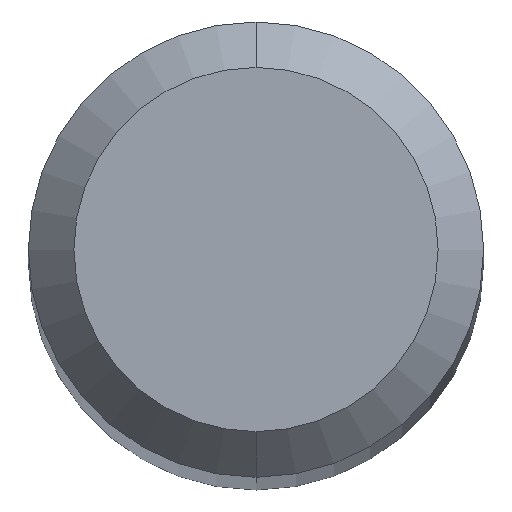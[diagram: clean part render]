
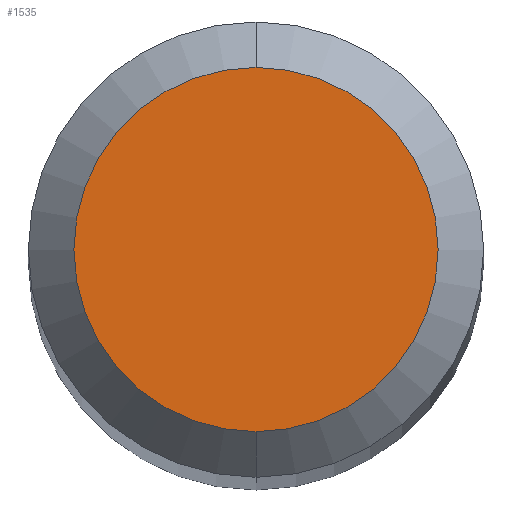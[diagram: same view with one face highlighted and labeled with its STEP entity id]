
A CAD part, top view. The second image highlights one B-rep face of the part: STEP entity #1535.
In plain terms, the highlighted planar face has unit normal (0, 0, 1).
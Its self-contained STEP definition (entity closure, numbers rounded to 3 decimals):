
#841=EDGE_CURVE('',#2061,#1681,#2262,.T.);
#937=EDGE_CURVE('',#1681,#2061,#2369,.T.);
#1535=ADVANCED_FACE('',(#3006),#3007,.T.);
#1681=VERTEX_POINT('',#3172);
#2061=VERTEX_POINT('',#3588);
#2262=CIRCLE('',#4046,1.2);
#2369=CIRCLE('',#4701,1.2);
#3006=FACE_OUTER_BOUND('',#7305,.T.);
#3007=PLANE('',#7306);
#3172=CARTESIAN_POINT('',(0.0,1.2,0.0));
#3588=CARTESIAN_POINT('',(0.,-1.2,0.0));
#4046=AXIS2_PLACEMENT_3D('',#10716,#10717,#10718);
#4701=AXIS2_PLACEMENT_3D('',#10874,#10875,#10876);
#7305=EDGE_LOOP('',(#11413,#11414));
#7306=AXIS2_PLACEMENT_3D('',#11415,#11416,#11417);
#10716=CARTESIAN_POINT('',(0.0,0.0,0.0));
#10717=DIRECTION('',(0.0,0.0,-1.0));
#10718=DIRECTION('',(0.0,1.0,0.0));
#10874=CARTESIAN_POINT('',(0.0,0.0,0.0));
#10875=DIRECTION('',(0.0,0.0,-1.0));
#10876=DIRECTION('',(0.0,1.0,0.0));
#11413=ORIENTED_EDGE('',*,*,#937,.F.);
#11414=ORIENTED_EDGE('',*,*,#841,.F.);
#11415=CARTESIAN_POINT('',(0.0,0.6,0.0));
#11416=DIRECTION('',(-0.0,0.0,1.0));
#11417=DIRECTION('',(0.0,-1.0,0.0));
